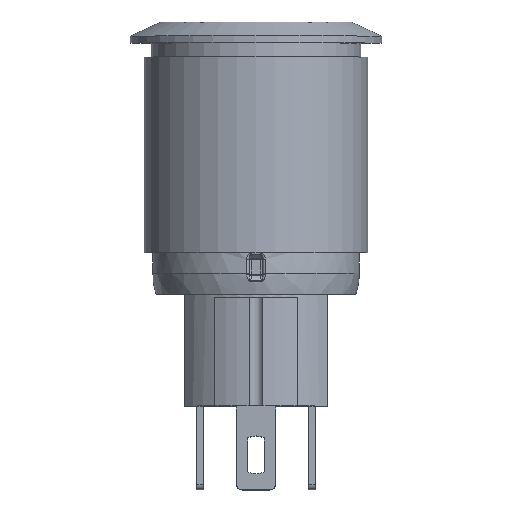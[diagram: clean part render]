
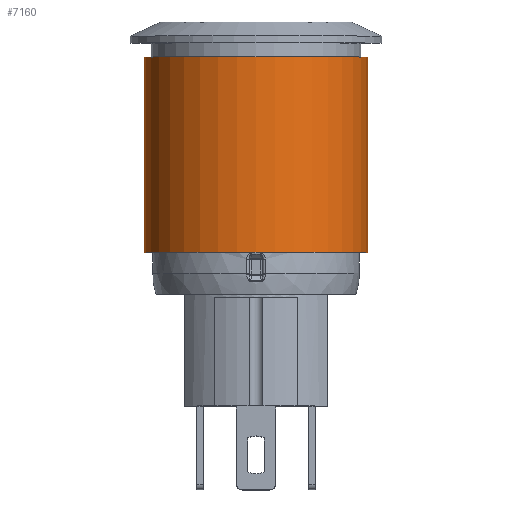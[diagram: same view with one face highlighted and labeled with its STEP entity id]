
A CAD part, top view. The second image highlights one B-rep face of the part: STEP entity #7160.
In plain terms, the highlighted cylindrical face has radius 8 mm (diameter 16 mm), a full revolution.
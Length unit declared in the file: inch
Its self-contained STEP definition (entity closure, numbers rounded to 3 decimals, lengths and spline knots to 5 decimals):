
#7126=CARTESIAN_POINT('',(0.31496,-0.59055,0.0));
#7127=VERTEX_POINT('',#7126);
#7128=CARTESIAN_POINT('',(0.0,-0.59055,0.0));
#7129=DIRECTION('',(0.0,-1.0,0.0));
#7130=DIRECTION('',(1.0,0.0,0.0));
#7131=AXIS2_PLACEMENT_3D('',#7128,#7129,#7130);
#7132=CIRCLE('',#7131,0.31496);
#7133=EDGE_CURVE('',#7127,#7127,#7132,.T.);
#7141=CARTESIAN_POINT('',(0.0,-0.31496,0.0));
#7142=DIRECTION('',(0.0,-1.0,0.0));
#7143=DIRECTION('',(1.0,0.0,0.0));
#7144=AXIS2_PLACEMENT_3D('',#7141,#7142,#7143);
#7145=CYLINDRICAL_SURFACE('',#7144,0.31496);
#7146=ORIENTED_EDGE('',*,*,#7133,.F.);
#7147=EDGE_LOOP('',(#7146));
#7148=FACE_OUTER_BOUND('',#7147,.T.);
#7149=CARTESIAN_POINT('',(0.31496,-0.03937,0.0));
#7150=VERTEX_POINT('',#7149);
#7151=CARTESIAN_POINT('',(0.0,-0.03937,0.0));
#7152=DIRECTION('',(0.0,-1.0,0.0));
#7153=DIRECTION('',(1.0,0.0,0.0));
#7154=AXIS2_PLACEMENT_3D('',#7151,#7152,#7153);
#7155=CIRCLE('',#7154,0.31496);
#7156=EDGE_CURVE('',#7150,#7150,#7155,.T.);
#7157=ORIENTED_EDGE('',*,*,#7156,.T.);
#7158=EDGE_LOOP('',(#7157));
#7159=FACE_BOUND('',#7158,.T.);
#7160=ADVANCED_FACE('',(#7148,#7159),#7145,.T.);
